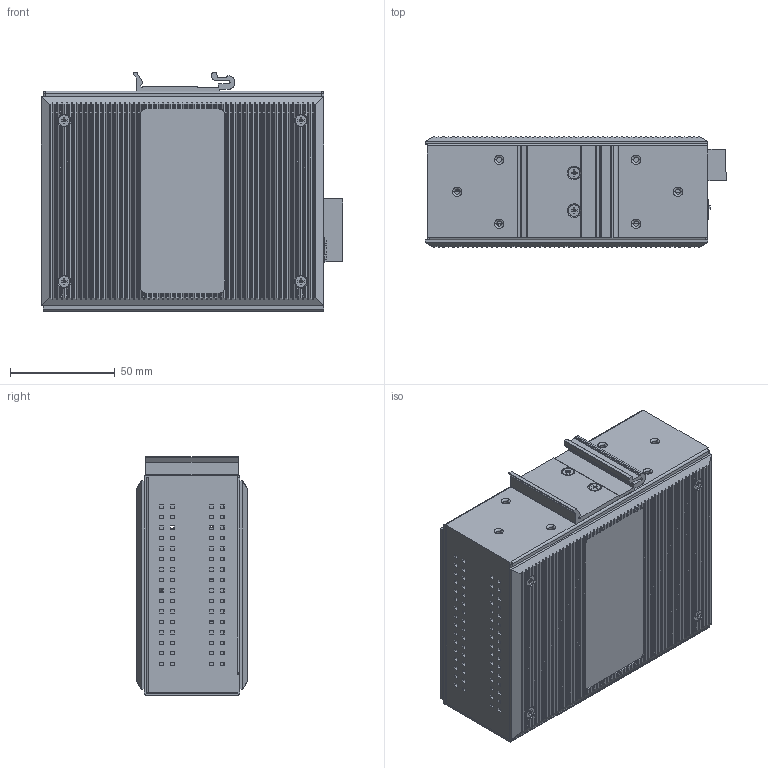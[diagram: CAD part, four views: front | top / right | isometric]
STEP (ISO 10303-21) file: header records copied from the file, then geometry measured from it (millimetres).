
FILE_DESCRIPTION(('CoCreate Modeling STEP Export'),'2;1');
FILE_NAME('EDS-405A-PTP 3D.stp','2014-06-03T16:17:37',(''),(''),'CoCreate Modeling STEP processor for AP214 (Solid Model)','CoCreate Modeling 16.00 13-May-2008 (C) Parametric Technology GmbH','');
FILE_SCHEMA(('AUTOMOTIVE_DESIGN { 1 0 10303 214 1 1 1 1 }'));
Length unit declared in the file: millimetre
Products named in the file (4): 1111000003100_terminal_fm_6p.stp; EDS-508_RIGHT-ALMINUM.3; Assembly-1; EDS-405A-PTP_3D.stp
Assembly tree (2 placements, depth 3):
  1111000003100_terminal_fm_6p.stp
  EDS-405A-PTP_3D.stp
    Assembly-1
      EDS-508_RIGHT-ALMINUM.3
Bounding box: 144.05 x 52.98 x 113.8 mm (x, y, z)
Volume: 194277.3 mm3; surface area: 163612.5 mm2
Topology: 1 solids, 15 shells, 2908 faces, 8345 edges, 5466 vertices
Faces by surface type: plane 1529, cylinder 1207, cone 108, torus 64
Entity records: 88060 total; most frequent: CARTESIAN_POINT 17561, ORIENTED_EDGE 16660, DIRECTION 12116, EDGE_CURVE 8325, VERTEX_POINT 5466, VECTOR 4738, LINE 4738, AXIS2_PLACEMENT_3D 3689
